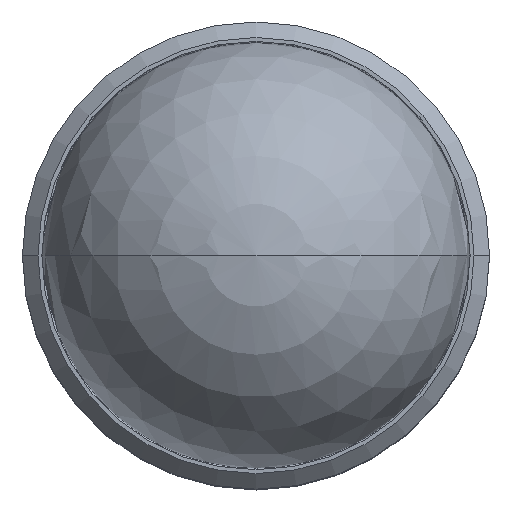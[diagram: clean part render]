
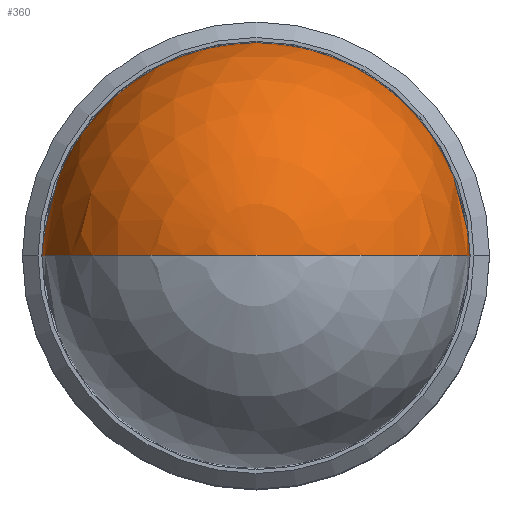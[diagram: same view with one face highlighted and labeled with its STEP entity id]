
A CAD part, top view. The second image highlights one B-rep face of the part: STEP entity #360.
In plain terms, the highlighted spherical face has radius 5.5 mm.
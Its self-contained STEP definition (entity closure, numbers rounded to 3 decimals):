
#360=ADVANCED_FACE('',(#694),#695,.T.);
#370=VERTEX_POINT('',#706);
#386=VERTEX_POINT('',#723);
#394=EDGE_CURVE('',#370,#386,#731,.T.);
#458=EDGE_CURVE('',#386,#370,#800,.T.);
#694=FACE_OUTER_BOUND('',#1089,.T.);
#695=SPHERICAL_SURFACE('',#1090,5.5);
#706=CARTESIAN_POINT('',(0.,0.,6.6));
#723=CARTESIAN_POINT('',(0.,0.,17.6));
#731=CIRCLE('',#1137,5.5);
#800=CIRCLE('',#1231,5.5);
#1089=EDGE_LOOP('',(#1556,#1557));
#1090=AXIS2_PLACEMENT_3D('',#1558,#1559,#1560);
#1137=AXIS2_PLACEMENT_3D('',#1587,#1588,#1589);
#1231=AXIS2_PLACEMENT_3D('',#1652,#1653,#1654);
#1556=ORIENTED_EDGE('',*,*,#458,.T.);
#1557=ORIENTED_EDGE('',*,*,#394,.T.);
#1558=CARTESIAN_POINT('',(0.,0.,12.1));
#1559=DIRECTION('',(0.0,0.0,1.0));
#1560=DIRECTION('',(-1.0,0.,0.0));
#1587=CARTESIAN_POINT('',(0.,0.,12.1));
#1588=DIRECTION('',(0.,1.0,0.0));
#1589=DIRECTION('',(0.0,-0.0,-1.0));
#1652=CARTESIAN_POINT('',(0.,0.,12.1));
#1653=DIRECTION('',(0.,1.0,0.0));
#1654=DIRECTION('',(0.0,-0.0,-1.0));
